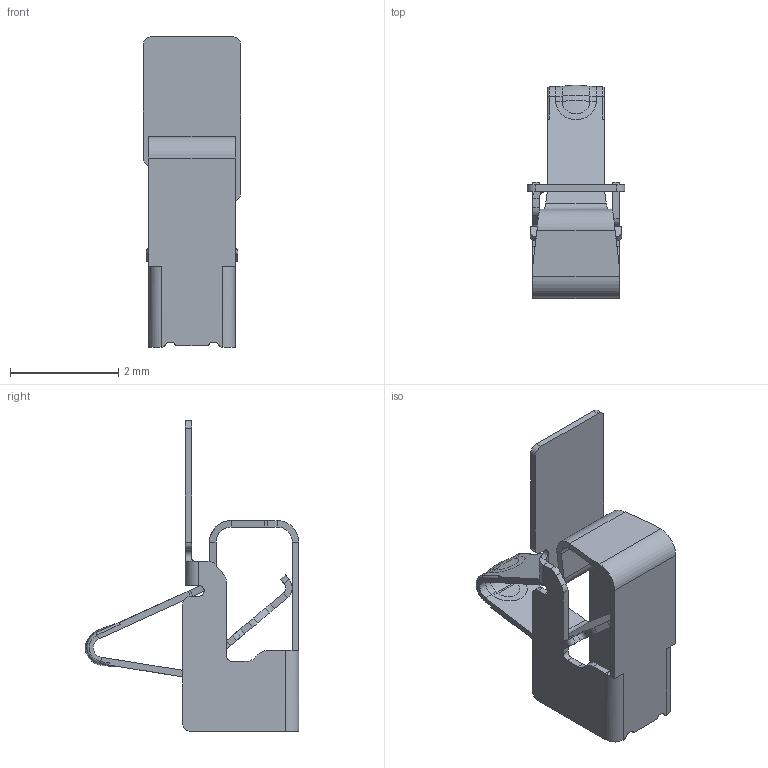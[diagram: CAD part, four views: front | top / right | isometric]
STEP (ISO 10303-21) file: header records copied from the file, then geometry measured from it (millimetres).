
FILE_DESCRIPTION((''),'2;1');
FILE_NAME('C-2343297-2','2022-11-28T00:27:51',('workeradm'),('TE Connectivity Ltd.'),'CREO PARAMETRIC BY PTC INC, 2021072','CREO PARAMETRIC BY PTC INC, 2021072','');
FILE_SCHEMA(('AUTOMOTIVE_DESIGN { 1 0 10303 214 1 1 1 1 }'));
Length unit declared in the file: millimetre
Products named in the file (1): C-2343297-2
Bounding box: 1.8 x 3.95 x 5.75 mm (x, y, z)
Volume: 3.6 mm3; surface area: 66 mm2
Topology: 1 solids, 1 shells, 189 faces, 479 edges, 292 vertices
Faces by surface type: plane 96, cylinder 73, bspline 10, torus 6, sphere 4
Entity records: 6151 total; most frequent: CARTESIAN_POINT 1388, DIRECTION 983, ORIENTED_EDGE 958, EDGE_CURVE 479, AXIS2_PLACEMENT_3D 343, VECTOR 297, LINE 297, VERTEX_POINT 292
